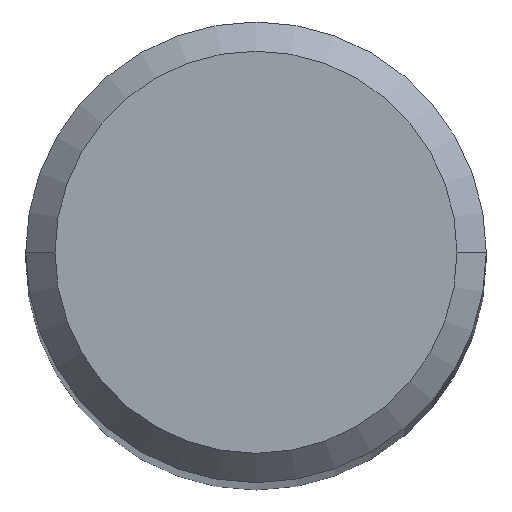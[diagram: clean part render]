
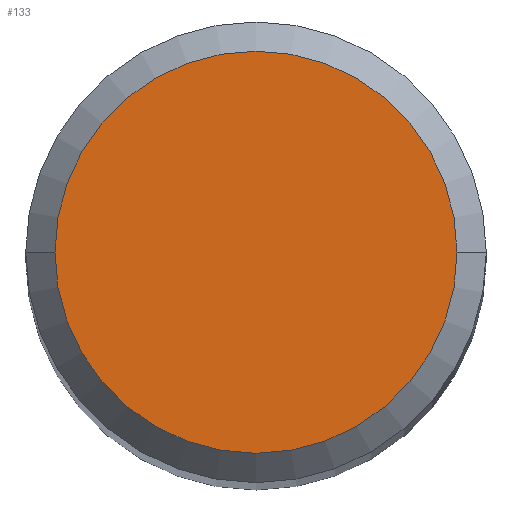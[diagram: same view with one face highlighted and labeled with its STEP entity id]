
A CAD part, top view. The second image highlights one B-rep face of the part: STEP entity #133.
In plain terms, the highlighted planar face has unit normal (0, 0, 1).
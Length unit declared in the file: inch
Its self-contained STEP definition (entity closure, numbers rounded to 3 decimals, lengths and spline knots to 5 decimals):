
#9 = CARTESIAN_POINT ( 'NONE',  ( 0., 0., 2.24409 ) ) ;
#20 = EDGE_CURVE ( 'NONE', #256, #117, #167, .T. ) ;
#42 = PLANE ( 'NONE',  #52 ) ;
#48 = EDGE_LOOP ( 'NONE', ( #177, #237 ) ) ;
#52 = AXIS2_PLACEMENT_3D ( 'NONE', #120, #191, #169 ) ;
#84 = DIRECTION ( 'NONE',  ( 1., 0., 0. ) ) ;
#90 = FACE_OUTER_BOUND ( 'NONE', #48, .T. ) ;
#117 = VERTEX_POINT ( 'NONE', #239 ) ;
#120 = CARTESIAN_POINT ( 'NONE',  ( 0., 0., 2.24409 ) ) ;
#123 = CARTESIAN_POINT ( 'NONE',  ( 0.10311, 0., 2.24409 ) ) ;
#133 = ADVANCED_FACE ( 'NONE', ( #90 ), #42, .T. ) ;
#167 = CIRCLE ( 'NONE', #296, 0.10311 ) ;
#169 = DIRECTION ( 'NONE',  ( 1., 0., 0. ) ) ;
#177 = ORIENTED_EDGE ( 'NONE', *, *, #309, .T. ) ;
#191 = DIRECTION ( 'NONE',  ( 0., 0., 1. ) ) ;
#197 = DIRECTION ( 'NONE',  ( 0., 0., 1. ) ) ;
#199 = DIRECTION ( 'NONE',  ( 1., 0., 0. ) ) ;
#212 = CARTESIAN_POINT ( 'NONE',  ( 0., 0., 2.24409 ) ) ;
#237 = ORIENTED_EDGE ( 'NONE', *, *, #20, .T. ) ;
#239 = CARTESIAN_POINT ( 'NONE',  ( -0.10311, 0., 2.24409 ) ) ;
#248 = AXIS2_PLACEMENT_3D ( 'NONE', #212, #197, #199 ) ;
#256 = VERTEX_POINT ( 'NONE', #123 ) ;
#283 = CIRCLE ( 'NONE', #248, 0.10311 ) ;
#288 = DIRECTION ( 'NONE',  ( 0., 0., 1. ) ) ;
#296 = AXIS2_PLACEMENT_3D ( 'NONE', #9, #288, #84 ) ;
#309 = EDGE_CURVE ( 'NONE', #117, #256, #283, .T. ) ;
